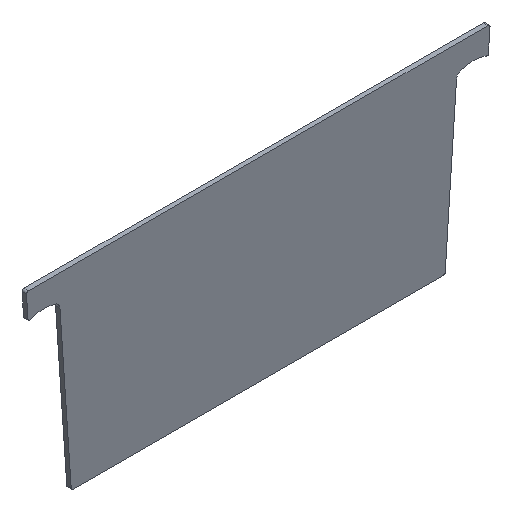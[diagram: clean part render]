
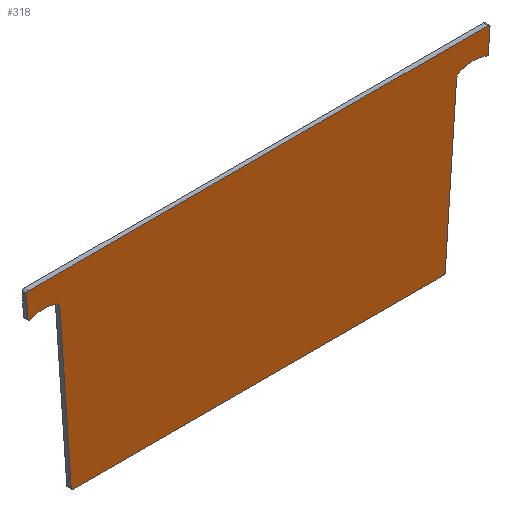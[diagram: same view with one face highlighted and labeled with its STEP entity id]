
A CAD part, isometric view. The second image highlights one B-rep face of the part: STEP entity #318.
In plain terms, the highlighted planar face has unit normal (0, -1, 0).
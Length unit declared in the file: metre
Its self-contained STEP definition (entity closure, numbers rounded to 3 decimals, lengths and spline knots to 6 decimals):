
#22=CIRCLE('',#350,0.001);
#23=CIRCLE('',#351,0.001);
#24=CIRCLE('',#352,0.0005);
#25=CIRCLE('',#353,0.0215);
#26=CIRCLE('',#354,0.0035);
#27=CIRCLE('',#355,0.001);
#28=CIRCLE('',#356,0.001);
#29=CIRCLE('',#357,0.0035);
#30=CIRCLE('',#358,0.0215);
#31=CIRCLE('',#359,0.0005);
#42=ORIENTED_EDGE('',*,*,#138,.F.);
#43=ORIENTED_EDGE('',*,*,#139,.T.);
#44=ORIENTED_EDGE('',*,*,#140,.F.);
#45=ORIENTED_EDGE('',*,*,#141,.T.);
#46=ORIENTED_EDGE('',*,*,#142,.F.);
#47=ORIENTED_EDGE('',*,*,#143,.T.);
#48=ORIENTED_EDGE('',*,*,#144,.F.);
#49=ORIENTED_EDGE('',*,*,#145,.F.);
#50=ORIENTED_EDGE('',*,*,#146,.T.);
#51=ORIENTED_EDGE('',*,*,#147,.T.);
#52=ORIENTED_EDGE('',*,*,#148,.T.);
#53=ORIENTED_EDGE('',*,*,#149,.T.);
#54=ORIENTED_EDGE('',*,*,#150,.T.);
#55=ORIENTED_EDGE('',*,*,#151,.F.);
#56=ORIENTED_EDGE('',*,*,#152,.F.);
#57=ORIENTED_EDGE('',*,*,#153,.T.);
#138=EDGE_CURVE('',#186,#187,#218,.T.);
#139=EDGE_CURVE('',#186,#188,#22,.T.);
#140=EDGE_CURVE('',#189,#188,#219,.T.);
#141=EDGE_CURVE('',#189,#190,#23,.T.);
#142=EDGE_CURVE('',#191,#190,#220,.T.);
#143=EDGE_CURVE('',#191,#192,#24,.T.);
#144=EDGE_CURVE('',#193,#192,#25,.T.);
#145=EDGE_CURVE('',#194,#193,#26,.T.);
#146=EDGE_CURVE('',#194,#195,#221,.T.);
#147=EDGE_CURVE('',#195,#196,#27,.T.);
#148=EDGE_CURVE('',#196,#197,#222,.T.);
#149=EDGE_CURVE('',#197,#198,#28,.T.);
#150=EDGE_CURVE('',#198,#199,#223,.T.);
#151=EDGE_CURVE('',#200,#199,#29,.T.);
#152=EDGE_CURVE('',#201,#200,#30,.T.);
#153=EDGE_CURVE('',#201,#187,#31,.T.);
#186=VERTEX_POINT('',#496);
#187=VERTEX_POINT('',#497);
#188=VERTEX_POINT('',#499);
#189=VERTEX_POINT('',#501);
#190=VERTEX_POINT('',#503);
#191=VERTEX_POINT('',#505);
#192=VERTEX_POINT('',#507);
#193=VERTEX_POINT('',#509);
#194=VERTEX_POINT('',#511);
#195=VERTEX_POINT('',#513);
#196=VERTEX_POINT('',#515);
#197=VERTEX_POINT('',#517);
#198=VERTEX_POINT('',#519);
#199=VERTEX_POINT('',#521);
#200=VERTEX_POINT('',#523);
#201=VERTEX_POINT('',#525);
#218=LINE('',#495,#246);
#219=LINE('',#500,#247);
#220=LINE('',#504,#248);
#221=LINE('',#512,#249);
#222=LINE('',#516,#250);
#223=LINE('',#520,#251);
#246=VECTOR('',#391,1.);
#247=VECTOR('',#394,1.);
#248=VECTOR('',#397,1.);
#249=VECTOR('',#404,1.);
#250=VECTOR('',#407,1.);
#251=VECTOR('',#410,1.);
#274=EDGE_LOOP('',(#42,#43,#44,#45,#46,#47,#48,#49,#50,#51,#52,#53,#54,
#55,#56,#57));
#292=FACE_BOUND('',#274,.T.);
#310=PLANE('',#349);
#318=ADVANCED_FACE('',(#292),#310,.T.);
#349=AXIS2_PLACEMENT_3D('',#494,#389,#390);
#350=AXIS2_PLACEMENT_3D('',#498,#392,#393);
#351=AXIS2_PLACEMENT_3D('',#502,#395,#396);
#352=AXIS2_PLACEMENT_3D('',#506,#398,#399);
#353=AXIS2_PLACEMENT_3D('',#508,#400,#401);
#354=AXIS2_PLACEMENT_3D('',#510,#402,#403);
#355=AXIS2_PLACEMENT_3D('',#514,#405,#406);
#356=AXIS2_PLACEMENT_3D('',#518,#408,#409);
#357=AXIS2_PLACEMENT_3D('',#522,#411,#412);
#358=AXIS2_PLACEMENT_3D('',#524,#413,#414);
#359=AXIS2_PLACEMENT_3D('',#526,#415,#416);
#389=DIRECTION('',(0.,-1.,0.));
#390=DIRECTION('',(1.,0.,0.));
#391=DIRECTION('',(-0.07,0.,-0.998));
#392=DIRECTION('',(0.,-1.,0.));
#393=DIRECTION('',(0.,0.,-1.));
#394=DIRECTION('',(1.,0.,0.));
#395=DIRECTION('',(0.,-1.,0.));
#396=DIRECTION('',(0.,0.,-1.));
#397=DIRECTION('',(-0.07,0.,0.998));
#398=DIRECTION('',(0.,-1.,0.));
#399=DIRECTION('',(0.,0.,-1.));
#400=DIRECTION('',(0.,-1.,0.));
#401=DIRECTION('',(0.,0.,-1.));
#402=DIRECTION('',(0.,-1.,0.));
#403=DIRECTION('',(0.,0.,-1.));
#404=DIRECTION('',(0.07,0.,-0.998));
#405=DIRECTION('',(0.,-1.,0.));
#406=DIRECTION('',(0.,0.,-1.));
#407=DIRECTION('',(1.,0.,0.));
#408=DIRECTION('',(0.,-1.,0.));
#409=DIRECTION('',(0.,0.,-1.));
#410=DIRECTION('',(0.07,0.,0.998));
#411=DIRECTION('',(0.,-1.,0.));
#412=DIRECTION('',(0.,0.,-1.));
#413=DIRECTION('',(0.,-1.,0.));
#414=DIRECTION('',(0.,0.,-1.));
#415=DIRECTION('',(0.,-1.,0.));
#416=DIRECTION('',(0.,0.,-1.));
#494=CARTESIAN_POINT('',(0.00281,-0.0012,-0.0648));
#495=CARTESIAN_POINT('',(0.121219,-0.0012,-0.07308));
#496=CARTESIAN_POINT('',(0.125394,-0.0012,-0.01337));
#497=CARTESIAN_POINT('',(0.124522,-0.0012,-0.025844));
#498=CARTESIAN_POINT('',(0.124397,-0.0012,-0.0133));
#499=CARTESIAN_POINT('',(0.124397,-0.0012,-0.0123));
#500=CARTESIAN_POINT('',(0.003963,-0.0012,-0.0123));
#501=CARTESIAN_POINT('',(-0.124397,-0.0012,-0.0123));
#502=CARTESIAN_POINT('',(-0.124397,-0.0012,-0.0133));
#503=CARTESIAN_POINT('',(-0.125394,-0.0012,-0.01337));
#504=CARTESIAN_POINT('',(-0.121191,-0.0012,-0.073471));
#505=CARTESIAN_POINT('',(-0.124522,-0.0012,-0.025844));
#506=CARTESIAN_POINT('',(-0.124023,-0.0012,-0.025809));
#507=CARTESIAN_POINT('',(-0.123842,-0.0012,-0.026275));
#508=CARTESIAN_POINT('',(-0.116073,-0.0012,-0.046322));
#509=CARTESIAN_POINT('',(-0.109726,-0.0012,-0.02578));
#510=CARTESIAN_POINT('',(-0.11076,-0.0012,-0.029124));
#511=CARTESIAN_POINT('',(-0.107268,-0.0012,-0.02888));
#512=CARTESIAN_POINT('',(-0.104233,-0.0012,-0.072285));
#513=CARTESIAN_POINT('',(-0.10115,-0.0012,-0.11637));
#514=CARTESIAN_POINT('',(-0.100153,-0.0012,-0.1163));
#515=CARTESIAN_POINT('',(-0.100153,-0.0012,-0.1173));
#516=CARTESIAN_POINT('',(0.003963,-0.0012,-0.1173));
#517=CARTESIAN_POINT('',(0.100153,-0.0012,-0.1173));
#518=CARTESIAN_POINT('',(0.100153,-0.0012,-0.1163));
#519=CARTESIAN_POINT('',(0.10115,-0.0012,-0.11637));
#520=CARTESIAN_POINT('',(0.10426,-0.0012,-0.071894));
#521=CARTESIAN_POINT('',(0.107268,-0.0012,-0.02888));
#522=CARTESIAN_POINT('',(0.11076,-0.0012,-0.029124));
#523=CARTESIAN_POINT('',(0.109726,-0.0012,-0.02578));
#524=CARTESIAN_POINT('',(0.116073,-0.0012,-0.046322));
#525=CARTESIAN_POINT('',(0.123842,-0.0012,-0.026275));
#526=CARTESIAN_POINT('',(0.124023,-0.0012,-0.025809));
